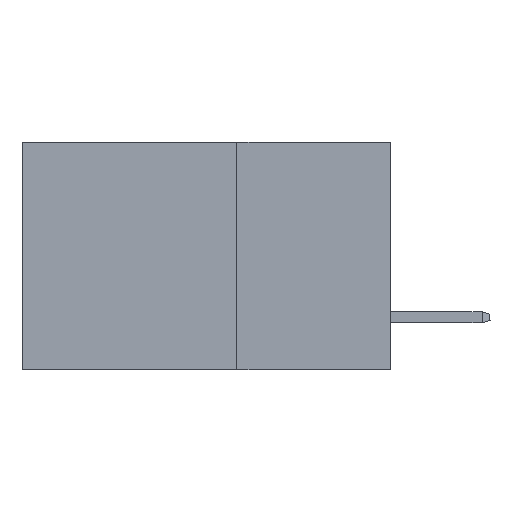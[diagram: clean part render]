
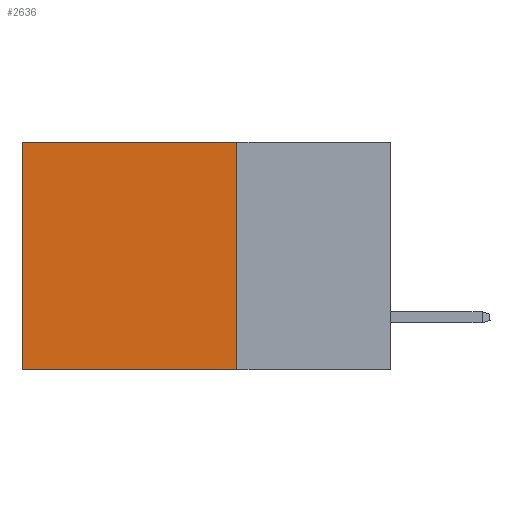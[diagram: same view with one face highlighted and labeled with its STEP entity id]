
A CAD part, left-side view. The second image highlights one B-rep face of the part: STEP entity #2636.
In plain terms, the highlighted planar face has unit normal (-1, 0, 0).
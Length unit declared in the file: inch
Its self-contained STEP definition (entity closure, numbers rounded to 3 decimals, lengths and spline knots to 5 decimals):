
#502 = CARTESIAN_POINT ( 'NONE',  ( 0.2875, 0.25, 0. ) ) ;
#777 = EDGE_LOOP ( 'NONE', ( #5063, #10959, #788, #5479 ) ) ;
#779 = AXIS2_PLACEMENT_3D ( 'NONE', #9299, #5808, #11062 ) ;
#788 = ORIENTED_EDGE ( 'NONE', *, *, #11120, .F. ) ;
#844 = CARTESIAN_POINT ( 'NONE',  ( 0.2875, 0.6, -0.37 ) ) ;
#988 = VECTOR ( 'NONE', #7281, 39.37008 ) ;
#1397 = LINE ( 'NONE', #3123, #9053 ) ;
#1983 = CARTESIAN_POINT ( 'NONE',  ( 0.2875, 0.25, 0. ) ) ;
#2188 = FACE_OUTER_BOUND ( 'NONE', #777, .T. ) ;
#2200 = LINE ( 'NONE', #1983, #988 ) ;
#2493 = EDGE_CURVE ( 'NONE', #9254, #10570, #8631, .T. ) ;
#2636 = ADVANCED_FACE ( 'NONE', ( #2188 ), #3191, .F. ) ;
#2978 = CARTESIAN_POINT ( 'NONE',  ( 0.2875, 0.6, 0. ) ) ;
#3123 = CARTESIAN_POINT ( 'NONE',  ( 0.2875, 0.25, -0.37 ) ) ;
#3191 = PLANE ( 'NONE',  #779 ) ;
#3880 = EDGE_CURVE ( 'NONE', #10570, #4600, #9124, .T. ) ;
#4120 = VECTOR ( 'NONE', #10949, 39.37008 ) ;
#4600 = VERTEX_POINT ( 'NONE', #844 ) ;
#5063 = ORIENTED_EDGE ( 'NONE', *, *, #3880, .T. ) ;
#5180 = CARTESIAN_POINT ( 'NONE',  ( 0.2875, 0.25, -0.37 ) ) ;
#5427 = CARTESIAN_POINT ( 'NONE',  ( 0.2875, 0.25, 0. ) ) ;
#5479 = ORIENTED_EDGE ( 'NONE', *, *, #2493, .T. ) ;
#5545 = DIRECTION ( 'NONE',  ( 0., 0., -1. ) ) ;
#5808 = DIRECTION ( 'NONE',  ( 1., 0., 0. ) ) ;
#5853 = DIRECTION ( 'NONE',  ( 0., 1., 0. ) ) ;
#6588 = EDGE_CURVE ( 'NONE', #7326, #4600, #1397, .T. ) ;
#7281 = DIRECTION ( 'NONE',  ( 0., 0., -1. ) ) ;
#7326 = VERTEX_POINT ( 'NONE', #5180 ) ;
#8228 = CARTESIAN_POINT ( 'NONE',  ( 0.2875, 0.6, 0. ) ) ;
#8631 = LINE ( 'NONE', #502, #4120 ) ;
#9053 = VECTOR ( 'NONE', #5853, 39.37008 ) ;
#9124 = LINE ( 'NONE', #2978, #10453 ) ;
#9254 = VERTEX_POINT ( 'NONE', #5427 ) ;
#9299 = CARTESIAN_POINT ( 'NONE',  ( 0.2875, 0.25, 0. ) ) ;
#10453 = VECTOR ( 'NONE', #5545, 39.37008 ) ;
#10570 = VERTEX_POINT ( 'NONE', #8228 ) ;
#10949 = DIRECTION ( 'NONE',  ( 0., 1., 0. ) ) ;
#10959 = ORIENTED_EDGE ( 'NONE', *, *, #6588, .F. ) ;
#11062 = DIRECTION ( 'NONE',  ( 0., 0., -1. ) ) ;
#11120 = EDGE_CURVE ( 'NONE', #9254, #7326, #2200, .T. ) ;
